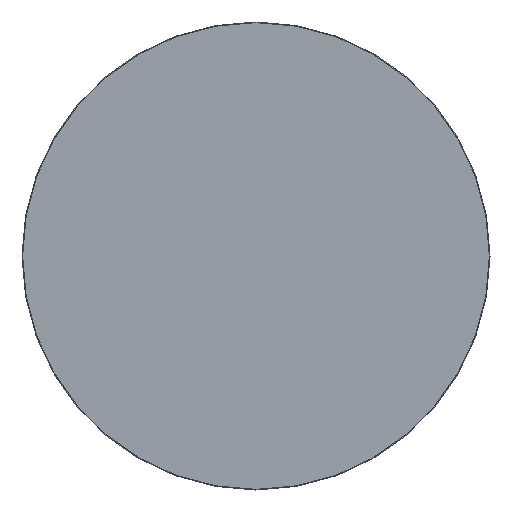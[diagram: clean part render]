
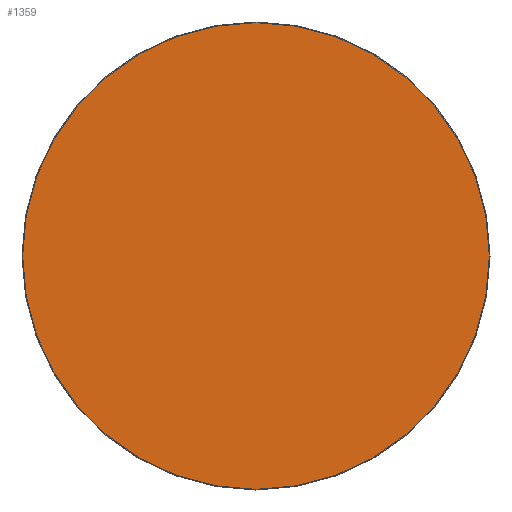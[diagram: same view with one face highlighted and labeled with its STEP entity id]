
A CAD part, front view. The second image highlights one B-rep face of the part: STEP entity #1359.
In plain terms, the highlighted planar face has unit normal (0, -1, 0).
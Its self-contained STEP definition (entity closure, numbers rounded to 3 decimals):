
#237=CIRCLE('',#1480,79.514);
#307=PLANE('',#1482);
#356=FACE_OUTER_BOUND('',#446,.T.);
#446=EDGE_LOOP('',(#903));
#587=VERTEX_POINT('',#2096);
#711=EDGE_CURVE('',#587,#587,#237,.T.);
#903=ORIENTED_EDGE('',*,*,#711,.T.);
#1359=ADVANCED_FACE('',(#356),#307,.T.);
#1480=AXIS2_PLACEMENT_3D('',#2097,#1663,#1664);
#1482=AXIS2_PLACEMENT_3D('',#2099,#1667,#1668);
#1663=DIRECTION('center_axis',(0.,-1.,0.));
#1664=DIRECTION('ref_axis',(1.,0.,0.));
#1667=DIRECTION('center_axis',(0.,-1.,0.));
#1668=DIRECTION('ref_axis',(0.,0.,-1.));
#2096=CARTESIAN_POINT('',(0.,0.,79.514));
#2097=CARTESIAN_POINT('Origin',(0.,0.,
0.));
#2099=CARTESIAN_POINT('Origin',(54.497,0.,
0.));
